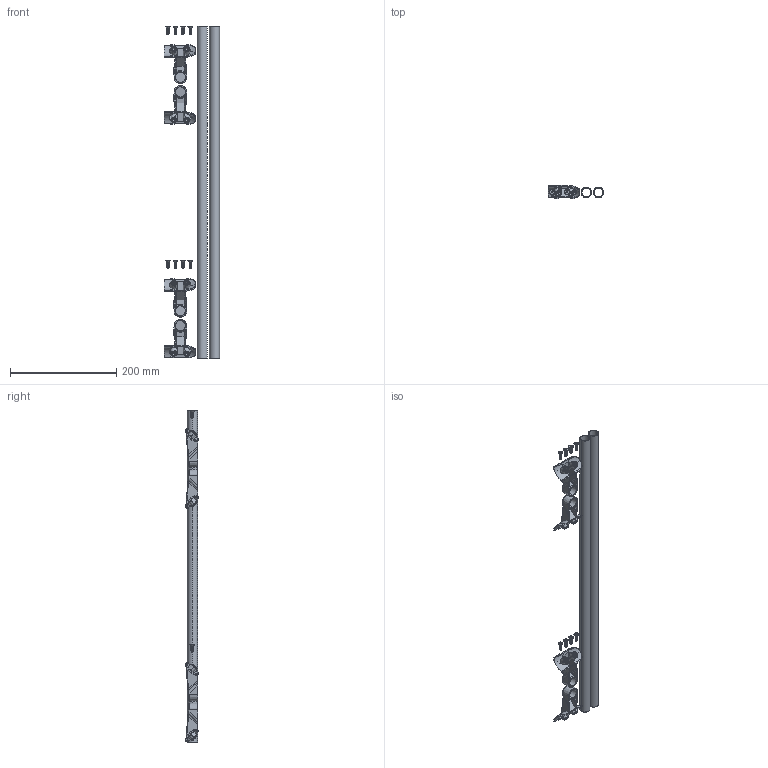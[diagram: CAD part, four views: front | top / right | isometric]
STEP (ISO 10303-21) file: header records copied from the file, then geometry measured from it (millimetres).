
FILE_DESCRIPTION (( 'STEP AP214' ), '1' );
FILE_NAME ('ECO.HAND.602.STEP', '2024-08-13T19:37:13', ( '' ), ( '' ), 'SwSTEP 2.0', 'SolidWorks 2023', '' );
FILE_SCHEMA (( 'AUTOMOTIVE_DESIGN' ));
Length unit declared in the file: inch
Products named in the file (1): ECO.HAND.602
Bounding box: 103.75 x 23.71 x 625 mm (x, y, z)
Volume: 129397.6 mm3; surface area: 199329.7 mm2
Topology: 22 solids, 22 shells, 1738 faces, 4350 edges, 2684 vertices
Faces by surface type: bspline 598, cylinder 572, plane 392, cone 176
Entity records: 76609 total; most frequent: CARTESIAN_POINT 40253, ORIENTED_EDGE 8700, DIRECTION 6042, EDGE_CURVE 4350, VERTEX_POINT 2684, AXIS2_PLACEMENT_3D 2327, EDGE_LOOP 1786, ADVANCED_FACE 1738
